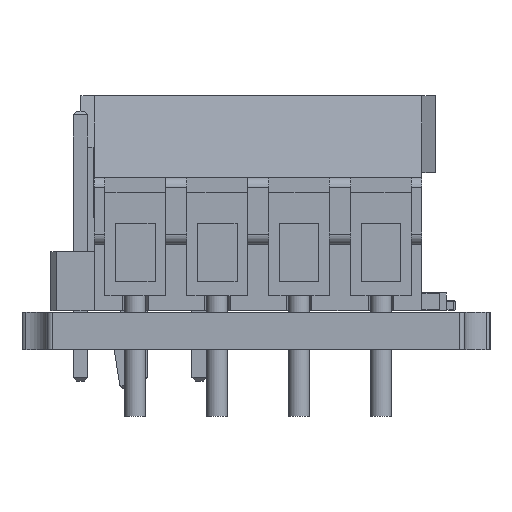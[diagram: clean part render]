
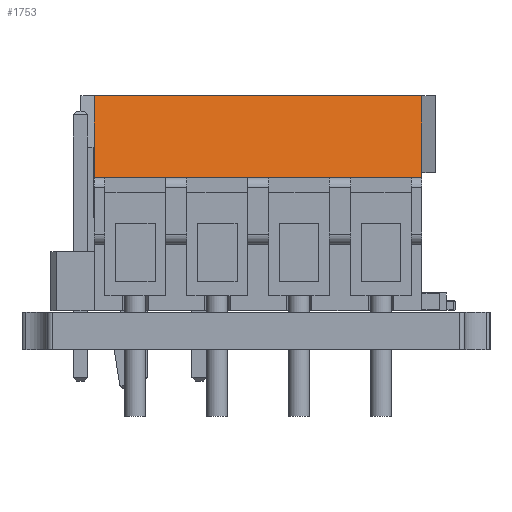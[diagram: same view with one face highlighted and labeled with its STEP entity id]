
A CAD part, left-side view. The second image highlights one B-rep face of the part: STEP entity #1753.
In plain terms, the highlighted face is planar.
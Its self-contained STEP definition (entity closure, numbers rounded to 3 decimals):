
#418 = VERTEX_POINT('',#419);
#419 = CARTESIAN_POINT('',(-1.75,-3.45,5.7));
#425 = EDGE_CURVE('',#426,#418,#428,.T.);
#426 = VERTEX_POINT('',#427);
#427 = CARTESIAN_POINT('',(-1.75,-2.83,9.2));
#428 = LINE('',#429,#430);
#429 = CARTESIAN_POINT('',(-1.75,-2.83,9.2));
#430 = VECTOR('',#431,1.);
#431 = DIRECTION('',(0.,-0.174,-0.985));
#635 = VERTEX_POINT('',#636);
#636 = CARTESIAN_POINT('',(12.25,-2.83,9.2));
#642 = EDGE_CURVE('',#635,#643,#645,.T.);
#643 = VERTEX_POINT('',#644);
#644 = CARTESIAN_POINT('',(12.25,-3.45,5.7));
#645 = LINE('',#646,#647);
#646 = CARTESIAN_POINT('',(12.25,-2.83,9.2));
#647 = VECTOR('',#648,1.);
#648 = DIRECTION('',(0.,-0.174,-0.985));
#1522 = EDGE_CURVE('',#426,#635,#1523,.T.);
#1523 = LINE('',#1524,#1525);
#1524 = CARTESIAN_POINT('',(-1.75,-2.83,9.2));
#1525 = VECTOR('',#1526,1.);
#1526 = DIRECTION('',(1.,0.,0.));
#1753 = ADVANCED_FACE('',(#1754),#1765,.F.);
#1754 = FACE_BOUND('',#1755,.F.);
#1755 = EDGE_LOOP('',(#1756,#1757,#1758,#1764));
#1756 = ORIENTED_EDGE('',*,*,#1522,.T.);
#1757 = ORIENTED_EDGE('',*,*,#642,.T.);
#1758 = ORIENTED_EDGE('',*,*,#1759,.F.);
#1759 = EDGE_CURVE('',#418,#643,#1760,.T.);
#1760 = LINE('',#1761,#1762);
#1761 = CARTESIAN_POINT('',(-1.75,-3.45,5.7));
#1762 = VECTOR('',#1763,1.);
#1763 = DIRECTION('',(1.,0.,0.));
#1764 = ORIENTED_EDGE('',*,*,#425,.F.);
#1765 = PLANE('',#1766);
#1766 = AXIS2_PLACEMENT_3D('',#1767,#1768,#1769);
#1767 = CARTESIAN_POINT('',(-1.75,-2.83,9.2));
#1768 = DIRECTION('',(0.,0.985,-0.174));
#1769 = DIRECTION('',(0.,-0.174,-0.985));
